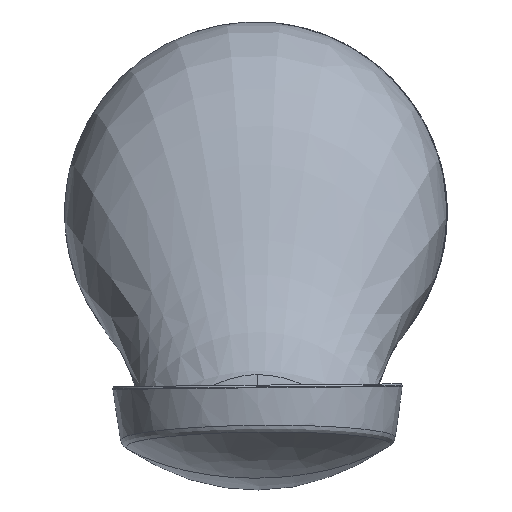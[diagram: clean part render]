
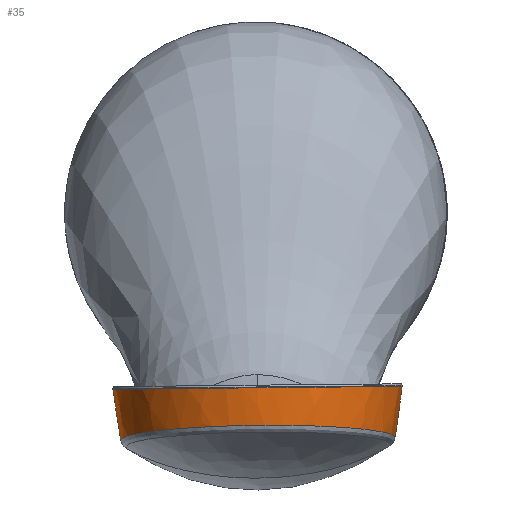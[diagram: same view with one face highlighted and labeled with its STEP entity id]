
A CAD part, top view. The second image highlights one B-rep face of the part: STEP entity #35.
In plain terms, the highlighted free-form (B-spline) face has degree [3, 3] with [4, 7] control points.
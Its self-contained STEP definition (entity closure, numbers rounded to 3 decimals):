
#35=ADVANCED_FACE('',(#71),#560,.T.);
#71=FACE_OUTER_BOUND('',#107,.T.);
#107=EDGE_LOOP('',(#221,#222,#223,#224,#225,#226,#227));
#221=ORIENTED_EDGE('',*,*,#350,.F.);
#222=ORIENTED_EDGE('',*,*,#381,.T.);
#223=ORIENTED_EDGE('',*,*,#338,.F.);
#224=ORIENTED_EDGE('',*,*,#358,.T.);
#225=ORIENTED_EDGE('',*,*,#353,.F.);
#226=ORIENTED_EDGE('',*,*,#328,.F.);
#227=ORIENTED_EDGE('',*,*,#354,.F.);
#328=EDGE_CURVE('',#511,#512,#456,.T.);
#338=EDGE_CURVE('',#520,#515,#402,.T.);
#350=EDGE_CURVE('',#524,#510,#469,.T.);
#353=EDGE_CURVE('',#512,#513,#472,.T.);
#354=EDGE_CURVE('',#510,#511,#473,.T.);
#358=EDGE_CURVE('',#520,#513,#477,.T.);
#381=EDGE_CURVE('',#524,#515,#421,.T.);
#402=(
BOUNDED_CURVE()
B_SPLINE_CURVE(2,(#7269,#7270,#7271,#7272,#7273),.UNSPECIFIED.,.F.,.F.)
B_SPLINE_CURVE_WITH_KNOTS((3,2,3),(0.,46.878,93.756),
 .UNSPECIFIED.)
CURVE()
GEOMETRIC_REPRESENTATION_ITEM()
RATIONAL_B_SPLINE_CURVE((1.,0.91,1.,0.91,1.))
REPRESENTATION_ITEM('')
);
#421=(
BOUNDED_CURVE()
B_SPLINE_CURVE(2,(#7798,#7799,#7800,#7801,#7802),.UNSPECIFIED.,.F.,.F.)
B_SPLINE_CURVE_WITH_KNOTS((3,2,3),(-93.756,-46.878,
0.),.UNSPECIFIED.)
CURVE()
GEOMETRIC_REPRESENTATION_ITEM()
RATIONAL_B_SPLINE_CURVE((1.,0.91,1.,0.91,1.))
REPRESENTATION_ITEM('')
);
#456=B_SPLINE_CURVE_WITH_KNOTS('',3,(#7174,#7175,#7176,#7177,#7178,#7179,
#7180,#7181,#7182,#7183,#7184,#7185,#7186,#7187,#7188,#7189,#7190,#7191,
#7192,#7193,#7194,#7195,#7196,#7197,#7198,#7199),.UNSPECIFIED.,.F.,.F.,
(4,2,2,2,2,2,2,2,2,2,2,2,4),(0.,10.238,20.476,40.952,
51.19,61.428,81.904,102.38,112.617,
122.855,143.331,153.569,163.807),
 .UNSPECIFIED.);
#469=B_SPLINE_CURVE_WITH_KNOTS('',3,(#7572,#7573,#7574,#7575),
 .UNSPECIFIED.,.F.,.F.,(4,4),(0.,19.055),.UNSPECIFIED.);
#472=B_SPLINE_CURVE_WITH_KNOTS('',3,(#7678,#7679,#7680,#7681),
 .UNSPECIFIED.,.F.,.F.,(4,4),(-1.119,0.),.UNSPECIFIED.);
#473=B_SPLINE_CURVE_WITH_KNOTS('',3,(#7682,#7683,#7684,#7685),
 .UNSPECIFIED.,.F.,.F.,(4,4),(-1.119,0.),.UNSPECIFIED.);
#477=B_SPLINE_CURVE_WITH_KNOTS('',3,(#7720,#7721,#7722,#7723),
 .UNSPECIFIED.,.F.,.F.,(4,4),(-19.055,0.),.UNSPECIFIED.);
#510=VERTEX_POINT('',#6943);
#511=VERTEX_POINT('',#6944);
#512=VERTEX_POINT('',#6945);
#513=VERTEX_POINT('',#6946);
#515=VERTEX_POINT('',#6948);
#520=VERTEX_POINT('',#6953);
#524=VERTEX_POINT('',#6957);
#560=(
BOUNDED_SURFACE()
B_SPLINE_SURFACE(3,3,((#6464,#6465,#6466,#6467,#6468,#6469,#6470),(#6471,
#6472,#6473,#6474,#6475,#6476,#6477),(#6478,#6479,#6480,#6481,#6482,#6483,
#6484),(#6485,#6486,#6487,#6488,#6489,#6490,#6491)),.UNSPECIFIED.,.F.,.F.,
 .F.)
B_SPLINE_SURFACE_WITH_KNOTS((4,4),(4,3,4),(0.,19.121),(1.372,
102.29,203.208),.UNSPECIFIED.)
GEOMETRIC_REPRESENTATION_ITEM()
RATIONAL_B_SPLINE_SURFACE(((0.991,0.766,0.769,
1.,0.769,0.766,0.991),(0.988,
0.764,0.767,0.997,0.767,
0.764,0.988),(0.988,0.764,
0.767,0.997,0.767,0.764,
0.988),(0.991,0.766,0.769,
1.,0.769,0.766,0.991)))
REPRESENTATION_ITEM('')
SURFACE()
);
#6464=CARTESIAN_POINT('',(49.547,-80.911,1173.296));
#6465=CARTESIAN_POINT('',(53.926,-80.867,1204.838));
#6466=CARTESIAN_POINT('',(32.988,-81.078,1228.745));
#6467=CARTESIAN_POINT('',(1.273,-81.399,1228.754));
#6468=CARTESIAN_POINT('',(-30.441,-81.719,1228.764));
#6469=CARTESIAN_POINT('',(-51.394,-81.931,1204.87));
#6470=CARTESIAN_POINT('',(-47.035,-81.887,1173.325));
#6471=CARTESIAN_POINT('',(50.979,-74.742,1173.089));
#6472=CARTESIAN_POINT('',(55.493,-74.696,1205.606));
#6473=CARTESIAN_POINT('',(33.907,-74.914,1230.252));
#6474=CARTESIAN_POINT('',(1.211,-75.244,1230.262));
#6475=CARTESIAN_POINT('',(-31.484,-75.575,1230.272));
#6476=CARTESIAN_POINT('',(-53.085,-75.793,1205.639));
#6477=CARTESIAN_POINT('',(-48.591,-75.747,1173.119));
#6478=CARTESIAN_POINT('',(51.824,-68.463,1172.962));
#6479=CARTESIAN_POINT('',(56.421,-68.417,1206.074));
#6480=CARTESIAN_POINT('',(34.441,-68.639,1231.17));
#6481=CARTESIAN_POINT('',(1.148,-68.975,1231.18));
#6482=CARTESIAN_POINT('',(-32.144,-69.311,1231.19));
#6483=CARTESIAN_POINT('',(-54.139,-69.533,1206.107));
#6484=CARTESIAN_POINT('',(-49.563,-69.487,1172.993));
#6485=CARTESIAN_POINT('',(52.077,-62.132,1172.918));
#6486=CARTESIAN_POINT('',(56.702,-62.085,1206.236));
#6487=CARTESIAN_POINT('',(34.585,-62.308,1231.49));
#6488=CARTESIAN_POINT('',(1.085,-62.647,1231.5));
#6489=CARTESIAN_POINT('',(-32.416,-62.985,1231.51));
#6490=CARTESIAN_POINT('',(-54.548,-63.208,1206.27));
#6491=CARTESIAN_POINT('',(-49.944,-63.162,1172.949));
#6943=CARTESIAN_POINT('',(49.819,-80.798,1175.398));
#6944=CARTESIAN_POINT('',(49.936,-80.688,1176.505));
#6945=CARTESIAN_POINT('',(-47.426,-81.671,1176.534));
#6946=CARTESIAN_POINT('',(-47.307,-81.779,1175.427));
#6948=CARTESIAN_POINT('',(1.085,-62.647,1231.5));
#6953=CARTESIAN_POINT('',(-49.944,-63.162,1172.949));
#6957=CARTESIAN_POINT('',(52.077,-62.132,1172.918));
#7174=CARTESIAN_POINT('',(49.936,-80.688,1176.505));
#7175=CARTESIAN_POINT('',(50.254,-80.365,1179.878));
#7176=CARTESIAN_POINT('',(50.219,-80.046,1183.242));
#7177=CARTESIAN_POINT('',(49.447,-79.411,1189.965));
#7178=CARTESIAN_POINT('',(48.702,-79.097,1193.319));
#7179=CARTESIAN_POINT('',(45.5,-78.206,1202.907));
#7180=CARTESIAN_POINT('',(41.991,-77.658,1208.899));
#7181=CARTESIAN_POINT('',(35.166,-76.994,1216.399));
#7182=CARTESIAN_POINT('',(32.599,-76.794,1218.692));
#7183=CARTESIAN_POINT('',(27.1,-76.46,1222.656));
#7184=CARTESIAN_POINT('',(24.17,-76.323,1224.338));
#7185=CARTESIAN_POINT('',(14.843,-76.009,1228.471));
#7186=CARTESIAN_POINT('',(7.963,-75.935,1229.92));
#7187=CARTESIAN_POINT('',(-5.564,-76.072,1229.919));
#7188=CARTESIAN_POINT('',(-12.375,-76.283,1228.486));
#7189=CARTESIAN_POINT('',(-21.667,-76.783,1224.38));
#7190=CARTESIAN_POINT('',(-24.66,-76.983,1222.665));
#7191=CARTESIAN_POINT('',(-30.142,-77.428,1218.714));
#7192=CARTESIAN_POINT('',(-32.664,-77.674,1216.467));
#7193=CARTESIAN_POINT('',(-39.538,-78.483,1208.914));
#7194=CARTESIAN_POINT('',(-43.013,-79.097,1202.965));
#7195=CARTESIAN_POINT('',(-46.221,-80.057,1193.33));
#7196=CARTESIAN_POINT('',(-46.947,-80.38,1190.044));
#7197=CARTESIAN_POINT('',(-47.714,-81.03,1183.323));
#7198=CARTESIAN_POINT('',(-47.744,-81.359,1179.87));
#7199=CARTESIAN_POINT('',(-47.426,-81.671,1176.534));
#7269=CARTESIAN_POINT('',(-49.944,-63.162,1172.949));
#7270=CARTESIAN_POINT('',(-53.152,-63.194,1196.168));
#7271=CARTESIAN_POINT('',(-37.753,-63.039,1213.837));
#7272=CARTESIAN_POINT('',(-22.353,-62.883,1231.507));
#7273=CARTESIAN_POINT('',(1.085,-62.647,1231.5));
#7572=CARTESIAN_POINT('',(52.077,-62.132,1172.918));
#7573=CARTESIAN_POINT('',(51.858,-68.518,1173.22));
#7574=CARTESIAN_POINT('',(51.107,-74.774,1174.098));
#7575=CARTESIAN_POINT('',(49.819,-80.798,1175.398));
#7678=CARTESIAN_POINT('',(-47.426,-81.671,1176.534));
#7679=CARTESIAN_POINT('',(-47.391,-81.706,1176.165));
#7680=CARTESIAN_POINT('',(-47.351,-81.742,1175.795));
#7681=CARTESIAN_POINT('',(-47.307,-81.779,1175.427));
#7682=CARTESIAN_POINT('',(49.819,-80.798,1175.398));
#7683=CARTESIAN_POINT('',(49.862,-80.76,1175.766));
#7684=CARTESIAN_POINT('',(49.902,-80.723,1176.135));
#7685=CARTESIAN_POINT('',(49.936,-80.688,1176.505));
#7720=CARTESIAN_POINT('',(-49.944,-63.162,1172.949));
#7721=CARTESIAN_POINT('',(-49.595,-69.543,1173.251));
#7722=CARTESIAN_POINT('',(-48.717,-75.782,1174.128));
#7723=CARTESIAN_POINT('',(-47.307,-81.779,1175.427));
#7798=CARTESIAN_POINT('',(52.077,-62.132,1172.918));
#7799=CARTESIAN_POINT('',(55.3,-62.099,1196.135));
#7800=CARTESIAN_POINT('',(39.911,-62.254,1213.814));
#7801=CARTESIAN_POINT('',(24.522,-62.41,1231.493));
#7802=CARTESIAN_POINT('',(1.085,-62.647,1231.5));
